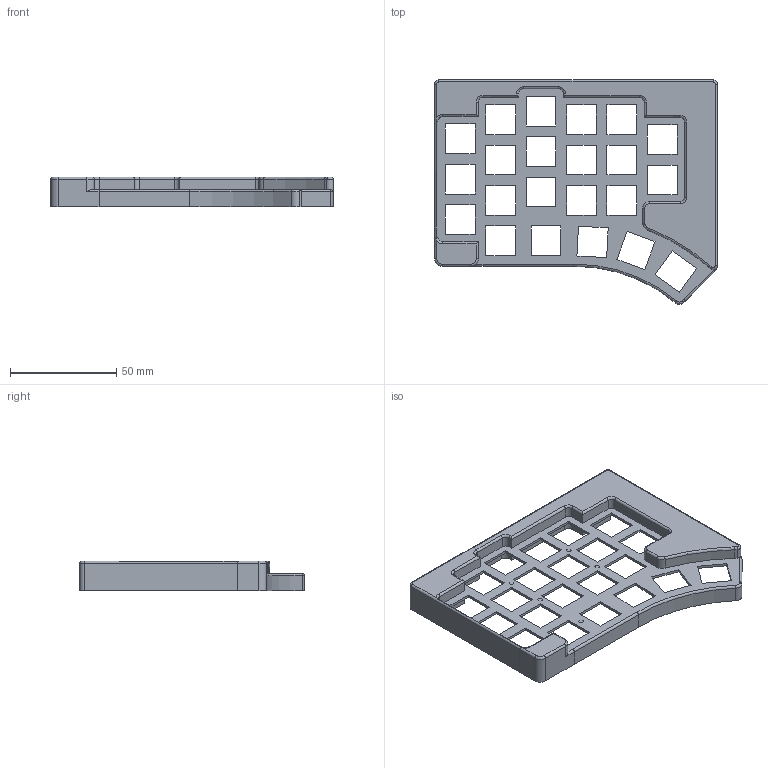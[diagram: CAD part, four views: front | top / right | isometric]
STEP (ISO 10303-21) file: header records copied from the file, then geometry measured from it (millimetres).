
FILE_DESCRIPTION(('HOOPS Exchange Step'),'2;1');
FILE_NAME('temp_export','2024-10-04T18:07:03+02:00',('anaumann'),('Shapr3D Limited'),'HOOPS Exchange 2024.2','Shapr3D','Authorized');
FILE_SCHEMA( ('AP242_MANAGED_MODEL_BASED_3D_ENGINEERING_MIM_LF {1 0 10303 442 1 1 4 }') );
Length unit declared in the file: millimetre
Products named in the file (1): Case v2 Left
Bounding box: 132.95 x 105.56 x 14.1 mm (x, y, z)
Volume: 33869.9 mm3; surface area: 29299.3 mm2
Topology: 1 solids, 1 shells, 325 faces, 882 edges, 580 vertices
Faces by surface type: plane 205, cylinder 99, torus 21
Full cylindrical faces by diameter (mm): 1.8 x1, 2.2 x5, 3.5 x6, 3.6 x3, 4.2 x3, 6.2 x1
Entity records: 10466 total; most frequent: CARTESIAN_POINT 1948, ORIENTED_EDGE 1764, DIRECTION 1748, EDGE_CURVE 882, VECTOR 636, LINE 636, VERTEX_POINT 580, AXIS2_PLACEMENT_3D 556
